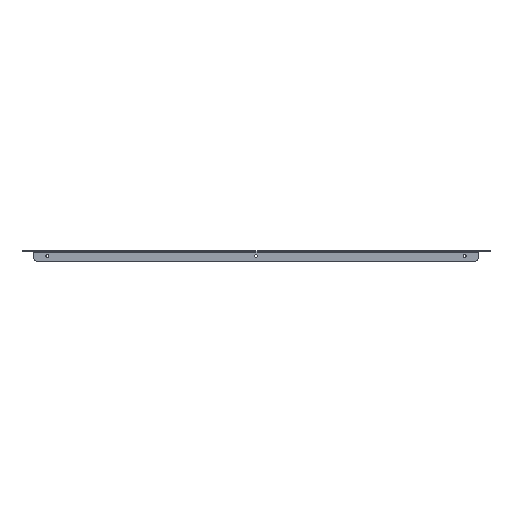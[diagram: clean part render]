
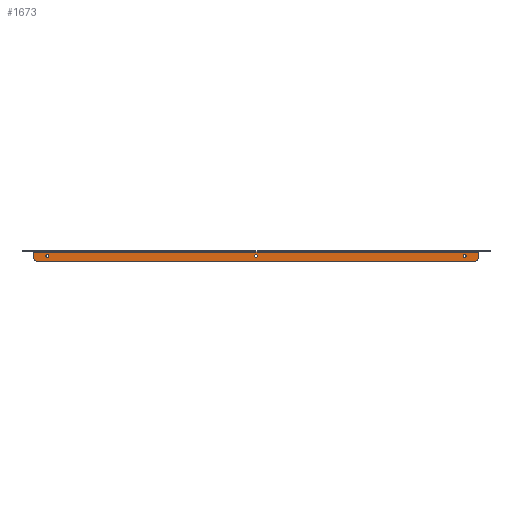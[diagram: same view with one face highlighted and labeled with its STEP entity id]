
A CAD part, front view. The second image highlights one B-rep face of the part: STEP entity #1673.
In plain terms, the highlighted planar face has unit normal (0, -1, 0).
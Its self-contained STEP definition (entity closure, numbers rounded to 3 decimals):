
#6 = ORIENTED_EDGE ( 'NONE', *, *, #2145, .T. ) ;
#51 = LINE ( 'NONE', #550, #945 ) ;
#70 = DIRECTION ( 'NONE',  ( 0., 0., 1. ) ) ;
#98 = VECTOR ( 'NONE', #1619, 1000. ) ;
#100 = CARTESIAN_POINT ( 'NONE',  ( 0., -299.8, -15. ) ) ;
#106 = CARTESIAN_POINT ( 'NONE',  ( -321.25, -299.8, -15. ) ) ;
#162 = VERTEX_POINT ( 'NONE', #314 ) ;
#216 = AXIS2_PLACEMENT_3D ( 'NONE', #1754, #1415, #2115 ) ;
#222 = EDGE_CURVE ( 'NONE', #1981, #1344, #51, .T. ) ;
#314 = CARTESIAN_POINT ( 'NONE',  ( 0., -299.8, -5.4 ) ) ;
#333 = LINE ( 'NONE', #1242, #98 ) ;
#366 = ORIENTED_EDGE ( 'NONE', *, *, #603, .T. ) ;
#386 = ORIENTED_EDGE ( 'NONE', *, *, #2296, .T. ) ;
#421 = VERTEX_POINT ( 'NONE', #1446 ) ;
#429 = EDGE_CURVE ( 'NONE', #1078, #1344, #1861, .T. ) ;
#454 = CARTESIAN_POINT ( 'NONE',  ( 321.25, -299.8, -15. ) ) ;
#475 = EDGE_LOOP ( 'NONE', ( #366 ) ) ;
#491 = EDGE_CURVE ( 'NONE', #162, #162, #2111, .T. ) ;
#506 = CARTESIAN_POINT ( 'NONE',  ( -306.25, -299.8, -5.4 ) ) ;
#544 = AXIS2_PLACEMENT_3D ( 'NONE', #841, #858, #647 ) ;
#550 = CARTESIAN_POINT ( 'NONE',  ( -328.796, -299.8, -0.919 ) ) ;
#574 = CARTESIAN_POINT ( 'NONE',  ( 326.25, -299.8, 0. ) ) ;
#596 = VERTEX_POINT ( 'NONE', #1396 ) ;
#603 = EDGE_CURVE ( 'NONE', #1735, #1735, #1447, .T. ) ;
#647 = DIRECTION ( 'NONE',  ( 0., 0., 1. ) ) ;
#734 = EDGE_LOOP ( 'NONE', ( #2206 ) ) ;
#841 = CARTESIAN_POINT ( 'NONE',  ( -306.25, -299.8, -7.5 ) ) ;
#858 = DIRECTION ( 'NONE',  ( 0., 1., 0. ) ) ;
#918 = VECTOR ( 'NONE', #955, 1000. ) ;
#945 = VECTOR ( 'NONE', #1090, 1000. ) ;
#955 = DIRECTION ( 'NONE',  ( 0., 0., 1. ) ) ;
#969 = DIRECTION ( 'NONE',  ( 0., 1., 0. ) ) ;
#975 = PLANE ( 'NONE',  #1459 ) ;
#987 = DIRECTION ( 'NONE',  ( 0., 1., 0. ) ) ;
#1019 = DIRECTION ( 'NONE',  ( 1., 0., 0. ) ) ;
#1032 = ORIENTED_EDGE ( 'NONE', *, *, #429, .T. ) ;
#1078 = VERTEX_POINT ( 'NONE', #1356 ) ;
#1090 = DIRECTION ( 'NONE',  ( 1., 0., 0. ) ) ;
#1158 = CARTESIAN_POINT ( 'NONE',  ( 0., -299.8, -7.5 ) ) ;
#1169 = DIRECTION ( 'NONE',  ( 0., 0., 1. ) ) ;
#1212 = EDGE_CURVE ( 'NONE', #1753, #2315, #1857, .T. ) ;
#1234 = CIRCLE ( 'NONE', #216, 2.1 ) ;
#1242 = CARTESIAN_POINT ( 'NONE',  ( -326.25, -299.8, 0. ) ) ;
#1344 = VERTEX_POINT ( 'NONE', #1666 ) ;
#1356 = CARTESIAN_POINT ( 'NONE',  ( 326.25, -299.8, -10. ) ) ;
#1358 = VECTOR ( 'NONE', #1019, 1000. ) ;
#1381 = FACE_BOUND ( 'NONE', #1924, .T. ) ;
#1396 = CARTESIAN_POINT ( 'NONE',  ( -326.25, -299.8, -10. ) ) ;
#1415 = DIRECTION ( 'NONE',  ( 0., 1., 0. ) ) ;
#1434 = EDGE_LOOP ( 'NONE', ( #2073, #2288, #2116, #6, #1032, #1466 ) ) ;
#1438 = FACE_OUTER_BOUND ( 'NONE', #1434, .T. ) ;
#1446 = CARTESIAN_POINT ( 'NONE',  ( 306.25, -299.8, -5.4 ) ) ;
#1447 = CIRCLE ( 'NONE', #544, 2.1 ) ;
#1448 = CARTESIAN_POINT ( 'NONE',  ( -326.25, -299.8, -0.919 ) ) ;
#1459 = AXIS2_PLACEMENT_3D ( 'NONE', #1730, #969, #1740 ) ;
#1466 = ORIENTED_EDGE ( 'NONE', *, *, #222, .F. ) ;
#1531 = AXIS2_PLACEMENT_3D ( 'NONE', #1158, #987, #1532 ) ;
#1532 = DIRECTION ( 'NONE',  ( 0., 0., 1. ) ) ;
#1551 = AXIS2_PLACEMENT_3D ( 'NONE', #2264, #1746, #70 ) ;
#1554 = CIRCLE ( 'NONE', #2205, 5. ) ;
#1619 = DIRECTION ( 'NONE',  ( 0., 0., -1. ) ) ;
#1660 = EDGE_CURVE ( 'NONE', #596, #1753, #1554, .T. ) ;
#1666 = CARTESIAN_POINT ( 'NONE',  ( 326.25, -299.8, -0.919 ) ) ;
#1673 = ADVANCED_FACE ( 'NONE', ( #1736, #2103, #1381, #1438 ), #975, .F. ) ;
#1722 = DIRECTION ( 'NONE',  ( 0., -1., 0. ) ) ;
#1730 = CARTESIAN_POINT ( 'NONE',  ( 0., -299.8, 0. ) ) ;
#1735 = VERTEX_POINT ( 'NONE', #506 ) ;
#1736 = FACE_BOUND ( 'NONE', #475, .T. ) ;
#1740 = DIRECTION ( 'NONE',  ( 0., 0., 1. ) ) ;
#1746 = DIRECTION ( 'NONE',  ( 0., -1., 0. ) ) ;
#1753 = VERTEX_POINT ( 'NONE', #106 ) ;
#1754 = CARTESIAN_POINT ( 'NONE',  ( 306.25, -299.8, -7.5 ) ) ;
#1857 = LINE ( 'NONE', #100, #1358 ) ;
#1861 = LINE ( 'NONE', #574, #918 ) ;
#1893 = EDGE_CURVE ( 'NONE', #1981, #596, #333, .T. ) ;
#1924 = EDGE_LOOP ( 'NONE', ( #386 ) ) ;
#1967 = CIRCLE ( 'NONE', #1551, 5. ) ;
#1981 = VERTEX_POINT ( 'NONE', #1448 ) ;
#2073 = ORIENTED_EDGE ( 'NONE', *, *, #1893, .T. ) ;
#2103 = FACE_BOUND ( 'NONE', #734, .T. ) ;
#2111 = CIRCLE ( 'NONE', #1531, 2.1 ) ;
#2115 = DIRECTION ( 'NONE',  ( 0., 0., 1. ) ) ;
#2116 = ORIENTED_EDGE ( 'NONE', *, *, #1212, .T. ) ;
#2145 = EDGE_CURVE ( 'NONE', #2315, #1078, #1967, .T. ) ;
#2205 = AXIS2_PLACEMENT_3D ( 'NONE', #2267, #1722, #1169 ) ;
#2206 = ORIENTED_EDGE ( 'NONE', *, *, #491, .T. ) ;
#2264 = CARTESIAN_POINT ( 'NONE',  ( 321.25, -299.8, -10. ) ) ;
#2267 = CARTESIAN_POINT ( 'NONE',  ( -321.25, -299.8, -10. ) ) ;
#2288 = ORIENTED_EDGE ( 'NONE', *, *, #1660, .T. ) ;
#2296 = EDGE_CURVE ( 'NONE', #421, #421, #1234, .T. ) ;
#2315 = VERTEX_POINT ( 'NONE', #454 ) ;
